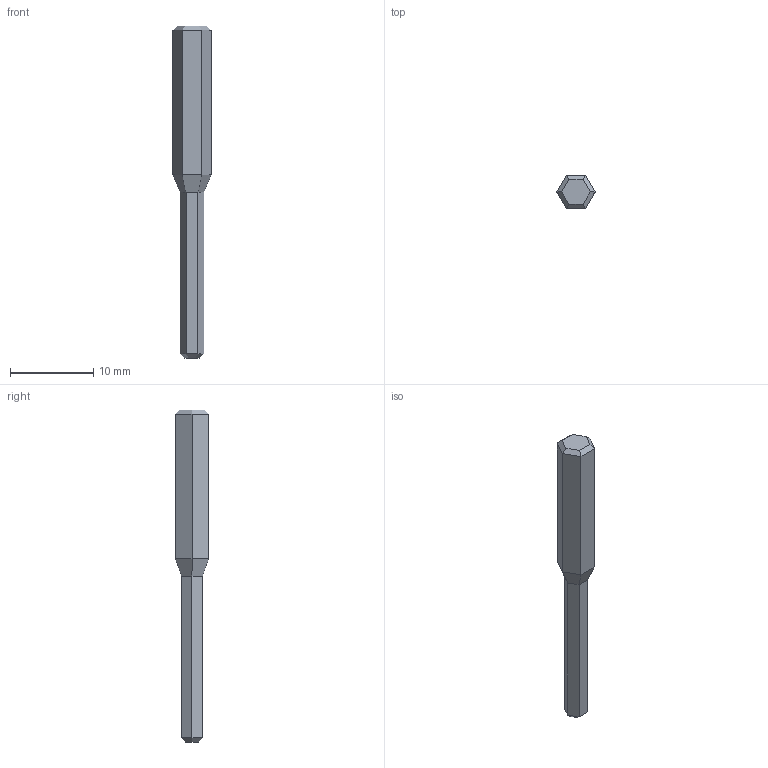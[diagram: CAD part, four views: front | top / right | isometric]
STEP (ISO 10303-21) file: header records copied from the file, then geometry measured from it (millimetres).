
FILE_DESCRIPTION (( 'STEP AP203' ), '1' );
FILE_NAME ('Hexagonal_2.5mm.STEP', '2024-09-08T07:25:34', ( '' ), ( '' ), 'SwSTEP 2.0', 'SolidWorks 2022', '' );
FILE_SCHEMA (( 'CONFIG_CONTROL_DESIGN' ));
Length unit declared in the file: millimetre
Products named in the file (1): Hexagonal_2.5mm
Bounding box: 4.62 x 4 x 40 mm (x, y, z)
Volume: 373.5 mm3; surface area: 458.4 mm2
Topology: 1 solids, 1 shells, 32 faces, 66 edges, 36 vertices
Faces by surface type: plane 32
Entity records: 875 total; most frequent: CARTESIAN_POINT 135, ORIENTED_EDGE 132, DIRECTION 132, VECTOR 66, LINE 66, EDGE_CURVE 66, VERTEX_POINT 36, AXIS2_PLACEMENT_3D 33
